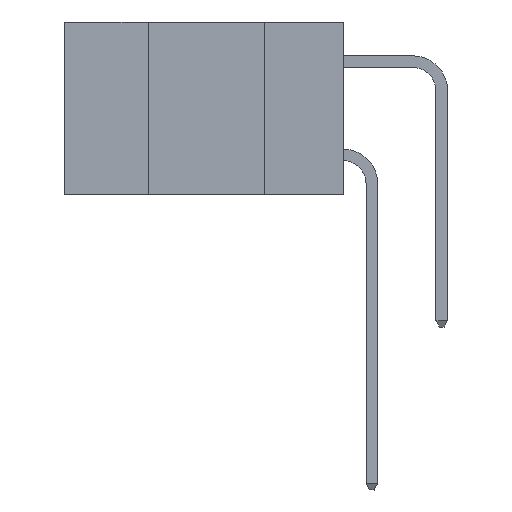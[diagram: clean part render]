
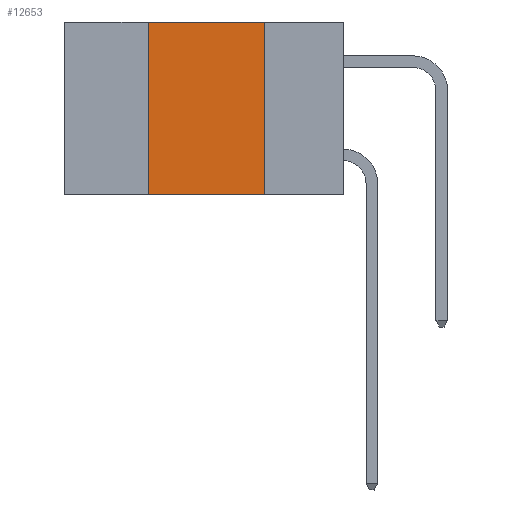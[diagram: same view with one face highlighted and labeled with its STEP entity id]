
A CAD part, left-side view. The second image highlights one B-rep face of the part: STEP entity #12653.
In plain terms, the highlighted planar face has unit normal (-1, 0, 0).
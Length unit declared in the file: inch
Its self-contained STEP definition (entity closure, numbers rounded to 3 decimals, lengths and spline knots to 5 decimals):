
#1813 = EDGE_CURVE ( 'NONE', #7519, #19390, #20381, .T. ) ;
#1936 = VECTOR ( 'NONE', #3652, 39.37008 ) ;
#2620 = LINE ( 'NONE', #3325, #19618 ) ;
#2854 = CARTESIAN_POINT ( 'NONE',  ( 0., 0.17, -0.37 ) ) ;
#3325 = CARTESIAN_POINT ( 'NONE',  ( 0., 0.6, -0.37 ) ) ;
#3652 = DIRECTION ( 'NONE',  ( 0., -1., 0. ) ) ;
#3677 = DIRECTION ( 'NONE',  ( 0., 0., -1. ) ) ;
#5913 = CARTESIAN_POINT ( 'NONE',  ( 0., 0.6, 0. ) ) ;
#7006 = VECTOR ( 'NONE', #19755, 39.37008 ) ;
#7519 = VERTEX_POINT ( 'NONE', #28522 ) ;
#9495 = CARTESIAN_POINT ( 'NONE',  ( 0., 0.42, -0.37 ) ) ;
#11875 = EDGE_CURVE ( 'NONE', #25609, #23112, #2620, .T. ) ;
#12314 = ORIENTED_EDGE ( 'NONE', *, *, #29302, .F. ) ;
#12653 = ADVANCED_FACE ( 'NONE', ( #26276 ), #12879, .F. ) ;
#12879 = PLANE ( 'NONE',  #23377 ) ;
#13105 = VECTOR ( 'NONE', #16097, 39.37008 ) ;
#13158 = LINE ( 'NONE', #28913, #7006 ) ;
#13688 = CARTESIAN_POINT ( 'NONE',  ( 0., 0.42, 0. ) ) ;
#14876 = EDGE_CURVE ( 'NONE', #19390, #23112, #13158, .T. ) ;
#16097 = DIRECTION ( 'NONE',  ( 0., 0., 1. ) ) ;
#16941 = ORIENTED_EDGE ( 'NONE', *, *, #1813, .F. ) ;
#17416 = ORIENTED_EDGE ( 'NONE', *, *, #11875, .T. ) ;
#17525 = DIRECTION ( 'NONE',  ( 1., 0., 0. ) ) ;
#18025 = ORIENTED_EDGE ( 'NONE', *, *, #14876, .F. ) ;
#18639 = CARTESIAN_POINT ( 'NONE',  ( 0., 0.17, 0. ) ) ;
#19272 = LINE ( 'NONE', #13688, #13105 ) ;
#19390 = VERTEX_POINT ( 'NONE', #18639 ) ;
#19618 = VECTOR ( 'NONE', #28755, 39.37008 ) ;
#19755 = DIRECTION ( 'NONE',  ( 0., 0., -1. ) ) ;
#20381 = LINE ( 'NONE', #23159, #1936 ) ;
#21662 = EDGE_LOOP ( 'NONE', ( #18025, #16941, #12314, #17416 ) ) ;
#23112 = VERTEX_POINT ( 'NONE', #2854 ) ;
#23159 = CARTESIAN_POINT ( 'NONE',  ( 0., 0.6, 0. ) ) ;
#23377 = AXIS2_PLACEMENT_3D ( 'NONE', #5913, #17525, #3677 ) ;
#25609 = VERTEX_POINT ( 'NONE', #9495 ) ;
#26276 = FACE_OUTER_BOUND ( 'NONE', #21662, .T. ) ;
#28522 = CARTESIAN_POINT ( 'NONE',  ( 0., 0.42, 0. ) ) ;
#28755 = DIRECTION ( 'NONE',  ( 0., -1., 0. ) ) ;
#28913 = CARTESIAN_POINT ( 'NONE',  ( 0., 0.17, 0. ) ) ;
#29302 = EDGE_CURVE ( 'NONE', #25609, #7519, #19272, .T. ) ;
